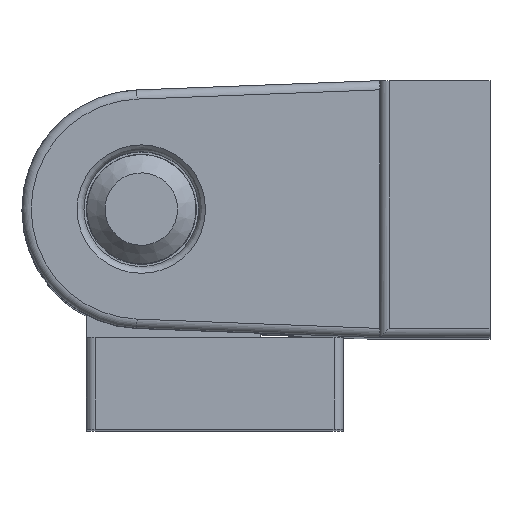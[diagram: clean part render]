
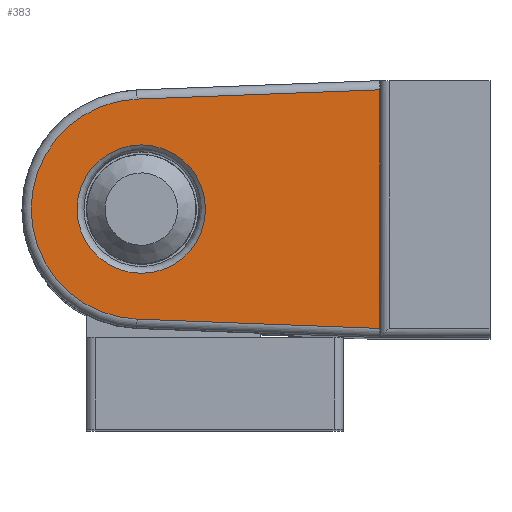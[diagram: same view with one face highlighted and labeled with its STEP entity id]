
A CAD part, top view. The second image highlights one B-rep face of the part: STEP entity #383.
In plain terms, the highlighted planar face has unit normal (0, 0, 1).
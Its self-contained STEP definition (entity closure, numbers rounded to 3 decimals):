
#383=ADVANCED_FACE('',(#795,#796),#797,.F.);
#795=FACE_BOUND('',#1964,.T.);
#796=FACE_OUTER_BOUND('',#1965,.T.);
#797=PLANE('',#1966);
#1964=EDGE_LOOP('',(#2895));
#1965=EDGE_LOOP('',(#2896,#2897,#2898,#2899));
#1966=AXIS2_PLACEMENT_3D('',#2900,#2901,#2902);
#2895=ORIENTED_EDGE('',*,*,#4732,.F.);
#2896=ORIENTED_EDGE('',*,*,#4755,.T.);
#2897=ORIENTED_EDGE('',*,*,#4762,.T.);
#2898=ORIENTED_EDGE('',*,*,#4794,.F.);
#2899=ORIENTED_EDGE('',*,*,#4760,.T.);
#2900=CARTESIAN_POINT('',(-4.0,12.0,30.0));
#2901=DIRECTION('',(0.,0.,-1.0));
#2902=DIRECTION('',(1.0,0.,0.));
#4732=EDGE_CURVE('',#5434,#5434,#5435,.T.);
#4755=EDGE_CURVE('',#5479,#5477,#5480,.F.);
#4760=EDGE_CURVE('',#5485,#5479,#5488,.F.);
#4762=EDGE_CURVE('',#5477,#5489,#5492,.F.);
#4794=EDGE_CURVE('',#5485,#5489,#5538,.T.);
#5434=VERTEX_POINT('',#6494);
#5435=CIRCLE('',#6495,3.5);
#5477=VERTEX_POINT('',#6541);
#5479=VERTEX_POINT('',#6543);
#5480=CIRCLE('',#6544,6.);
#5485=VERTEX_POINT('',#6549);
#5488=LINE('',#6553,#6554);
#5489=VERTEX_POINT('',#6555);
#5492=LINE('',#6558,#6559);
#5538=LINE('',#6618,#6619);
#6494=CARTESIAN_POINT('',(-4.0,15.5,30.0));
#6495=AXIS2_PLACEMENT_3D('',#7867,#7868,#7869);
#6541=CARTESIAN_POINT('',(-4.228,6.004,30.0));
#6543=CARTESIAN_POINT('',(-4.228,17.996,30.0));
#6544=AXIS2_PLACEMENT_3D('',#7928,#7929,#7930);
#6549=CARTESIAN_POINT('',(9.,18.5,30.0));
#6553=CARTESIAN_POINT('',(-4.228,17.996,30.0));
#6554=VECTOR('',#7941,1.0);
#6555=CARTESIAN_POINT('',(9.,5.5,30.0));
#6558=CARTESIAN_POINT('',(9.019,5.5,30.0));
#6559=VECTOR('',#7945,1.0);
#6618=CARTESIAN_POINT('',(9.,19.,30.0));
#6619=VECTOR('',#8013,1.0);
#7867=CARTESIAN_POINT('',(-4.0,12.0,30.0));
#7868=DIRECTION('',(0.,0.,1.0));
#7869=DIRECTION('',(0.,1.0,0.));
#7928=CARTESIAN_POINT('',(-4.0,12.0,30.0));
#7929=DIRECTION('',(0.,0.,-1.0));
#7930=DIRECTION('',(0.,-1.0,0.));
#7941=DIRECTION('',(0.999,0.038,0.));
#7945=DIRECTION('',(-0.999,0.038,0.));
#8013=DIRECTION('',(0.,-1.0,0.));
